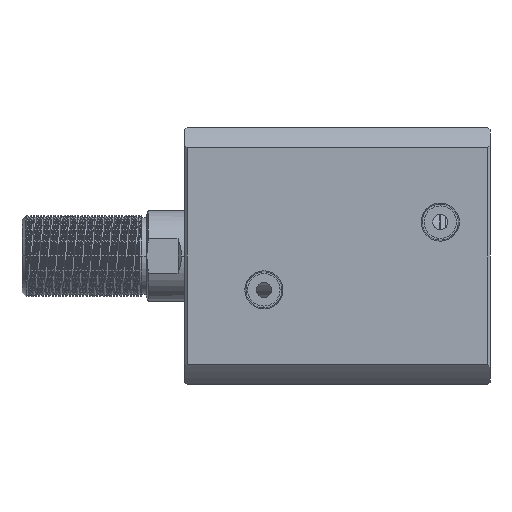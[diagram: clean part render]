
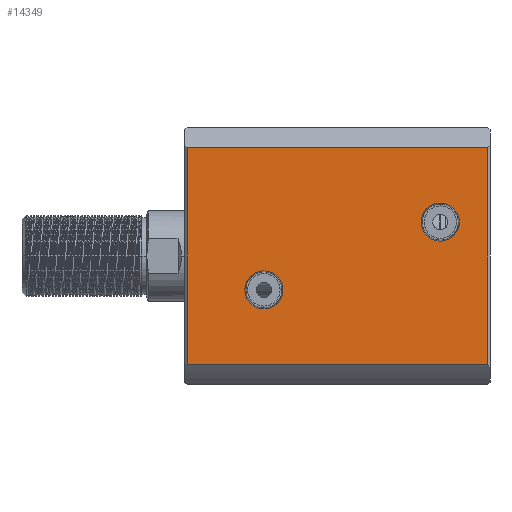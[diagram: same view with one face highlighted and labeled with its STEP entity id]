
A CAD part, left-side view. The second image highlights one B-rep face of the part: STEP entity #14349.
In plain terms, the highlighted face is planar.
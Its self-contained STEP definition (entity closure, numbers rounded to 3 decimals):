
#599 = DIRECTION ( 'NONE',  ( 0., 1., 0. ) ) ;
#603 = DIRECTION ( 'NONE',  ( 0., 0., 1. ) ) ;
#911 = VECTOR ( 'NONE', #17741, 1000. ) ;
#1768 = ORIENTED_EDGE ( 'NONE', *, *, #2238, .T. ) ;
#2096 = CARTESIAN_POINT ( 'NONE',  ( -57., 57., 1. ) ) ;
#2103 = CARTESIAN_POINT ( 'NONE',  ( 47.971, 57., 300. ) ) ;
#2238 = EDGE_CURVE ( 'NONE', #6164, #15076, #7808, .T. ) ;
#2549 = FACE_BOUND ( 'NONE', #7476, .T. ) ;
#2612 = AXIS2_PLACEMENT_3D ( 'NONE', #15926, #7126, #17398 ) ;
#3130 = EDGE_LOOP ( 'NONE', ( #3828, #4281 ) ) ;
#3701 = VERTEX_POINT ( 'NONE', #7907 ) ;
#3828 = ORIENTED_EDGE ( 'NONE', *, *, #12088, .F. ) ;
#3834 = CARTESIAN_POINT ( 'NONE',  ( -57., 57., 135. ) ) ;
#4281 = ORIENTED_EDGE ( 'NONE', *, *, #6317, .F. ) ;
#4729 = ORIENTED_EDGE ( 'NONE', *, *, #16666, .F. ) ;
#4851 = LINE ( 'NONE', #7460, #911 ) ;
#4968 = EDGE_CURVE ( 'NONE', #7617, #3701, #8718, .T. ) ;
#5015 = EDGE_CURVE ( 'NONE', #5209, #6157, #4851, .T. ) ;
#5038 = CIRCLE ( 'NONE', #2612, 8.428 ) ;
#5155 = AXIS2_PLACEMENT_3D ( 'NONE', #5876, #16125, #7335 ) ;
#5209 = VERTEX_POINT ( 'NONE', #6437 ) ;
#5289 = PLANE ( 'NONE',  #9803 ) ;
#5876 = CARTESIAN_POINT ( 'NONE',  ( -15., 57., 35. ) ) ;
#6029 = LINE ( 'NONE', #7983, #17732 ) ;
#6157 = VERTEX_POINT ( 'NONE', #15061 ) ;
#6164 = VERTEX_POINT ( 'NONE', #6289 ) ;
#6289 = CARTESIAN_POINT ( 'NONE',  ( 47.971, 57., 1. ) ) ;
#6317 = EDGE_CURVE ( 'NONE', #12709, #18585, #6429, .T. ) ;
#6429 = CIRCLE ( 'NONE', #13892, 8.428 ) ;
#6436 = DIRECTION ( 'NONE',  ( 0., 0., 1. ) ) ;
#6437 = CARTESIAN_POINT ( 'NONE',  ( -47.971, 57., 134. ) ) ;
#6762 = DIRECTION ( 'NONE',  ( 0., -1., 0. ) ) ;
#6867 = VECTOR ( 'NONE', #6436, 1000. ) ;
#7126 = DIRECTION ( 'NONE',  ( 0., 1., 0. ) ) ;
#7335 = DIRECTION ( 'NONE',  ( 0., 0., 1. ) ) ;
#7460 = CARTESIAN_POINT ( 'NONE',  ( 57., 57., 134. ) ) ;
#7476 = EDGE_LOOP ( 'NONE', ( #14591, #11139 ) ) ;
#7617 = VERTEX_POINT ( 'NONE', #16487 ) ;
#7808 = LINE ( 'NONE', #2096, #16093 ) ;
#7907 = CARTESIAN_POINT ( 'NONE',  ( -15., 57., 26.572 ) ) ;
#7983 = CARTESIAN_POINT ( 'NONE',  ( -47.971, 57., 300. ) ) ;
#8718 = CIRCLE ( 'NONE', #5155, 8.428 ) ;
#9392 = CARTESIAN_POINT ( 'NONE',  ( 15., 57., 113. ) ) ;
#9398 = DIRECTION ( 'NONE',  ( 0., 1., 0. ) ) ;
#9629 = CIRCLE ( 'NONE', #9881, 8.428 ) ;
#9682 = CARTESIAN_POINT ( 'NONE',  ( -47.971, 57., 1. ) ) ;
#9803 = AXIS2_PLACEMENT_3D ( 'NONE', #3834, #6762, #17020 ) ;
#9881 = AXIS2_PLACEMENT_3D ( 'NONE', #9392, #599, #10895 ) ;
#10203 = CARTESIAN_POINT ( 'NONE',  ( 15., 57., 121.428 ) ) ;
#10304 = FACE_OUTER_BOUND ( 'NONE', #10458, .T. ) ;
#10458 = EDGE_LOOP ( 'NONE', ( #4729, #16416, #16881, #1768 ) ) ;
#10895 = DIRECTION ( 'NONE',  ( 0., 0., 1. ) ) ;
#11139 = ORIENTED_EDGE ( 'NONE', *, *, #14530, .F. ) ;
#12088 = EDGE_CURVE ( 'NONE', #18585, #12709, #9629, .T. ) ;
#12150 = LINE ( 'NONE', #2103, #6867 ) ;
#12709 = VERTEX_POINT ( 'NONE', #17155 ) ;
#13139 = EDGE_CURVE ( 'NONE', #6164, #6157, #12150, .T. ) ;
#13799 = DIRECTION ( 'NONE',  ( -1., 0., 0. ) ) ;
#13844 = DIRECTION ( 'NONE',  ( 0., 0., -1. ) ) ;
#13892 = AXIS2_PLACEMENT_3D ( 'NONE', #18223, #9398, #603 ) ;
#14220 = FACE_BOUND ( 'NONE', #3130, .T. ) ;
#14349 = ADVANCED_FACE ( 'NONE', ( #2549, #14220, #10304 ), #5289, .F. ) ;
#14530 = EDGE_CURVE ( 'NONE', #3701, #7617, #5038, .T. ) ;
#14591 = ORIENTED_EDGE ( 'NONE', *, *, #4968, .F. ) ;
#15061 = CARTESIAN_POINT ( 'NONE',  ( 47.971, 57., 134. ) ) ;
#15076 = VERTEX_POINT ( 'NONE', #9682 ) ;
#15926 = CARTESIAN_POINT ( 'NONE',  ( -15., 57., 35. ) ) ;
#16093 = VECTOR ( 'NONE', #13799, 1000. ) ;
#16125 = DIRECTION ( 'NONE',  ( 0., 1., 0. ) ) ;
#16416 = ORIENTED_EDGE ( 'NONE', *, *, #5015, .T. ) ;
#16487 = CARTESIAN_POINT ( 'NONE',  ( -15., 57., 43.428 ) ) ;
#16666 = EDGE_CURVE ( 'NONE', #5209, #15076, #6029, .T. ) ;
#16881 = ORIENTED_EDGE ( 'NONE', *, *, #13139, .F. ) ;
#17020 = DIRECTION ( 'NONE',  ( 0., 0., -1. ) ) ;
#17155 = CARTESIAN_POINT ( 'NONE',  ( 15., 57., 104.572 ) ) ;
#17398 = DIRECTION ( 'NONE',  ( 0., 0., 1. ) ) ;
#17732 = VECTOR ( 'NONE', #13844, 1000. ) ;
#17741 = DIRECTION ( 'NONE',  ( 1., 0., 0. ) ) ;
#18223 = CARTESIAN_POINT ( 'NONE',  ( 15., 57., 113. ) ) ;
#18585 = VERTEX_POINT ( 'NONE', #10203 ) ;
